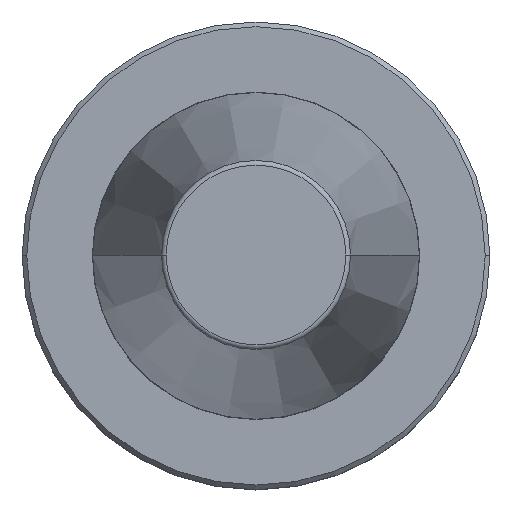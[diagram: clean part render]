
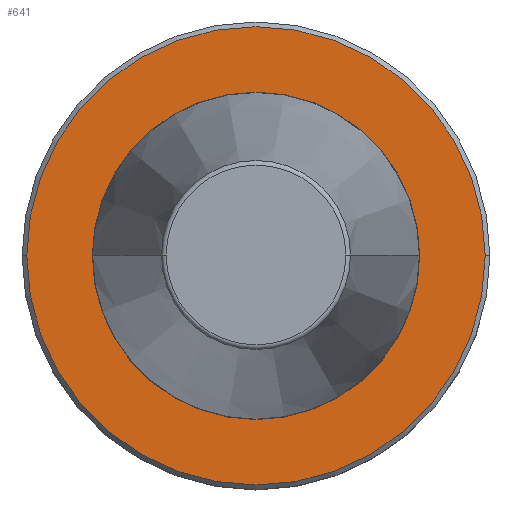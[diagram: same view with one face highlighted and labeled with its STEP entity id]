
A CAD part, top view. The second image highlights one B-rep face of the part: STEP entity #641.
In plain terms, the highlighted planar face has unit normal (0, 0, 1).
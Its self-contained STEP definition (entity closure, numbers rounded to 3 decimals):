
#2 = VERTEX_POINT ( 'NONE', #974 ) ;
#24 = CARTESIAN_POINT ( 'NONE',  ( 0., 0., -3. ) ) ;
#40 = PLANE ( 'NONE',  #96 ) ;
#80 = DIRECTION ( 'NONE',  ( 1., 0., 0. ) ) ;
#96 = AXIS2_PLACEMENT_3D ( 'NONE', #556, #1061, #1324 ) ;
#120 = CIRCLE ( 'NONE', #293, 49. ) ;
#121 = CIRCLE ( 'NONE', #668, 35. ) ;
#178 = AXIS2_PLACEMENT_3D ( 'NONE', #518, #398, #469 ) ;
#207 = CARTESIAN_POINT ( 'NONE',  ( -35., 0., -3. ) ) ;
#225 = ORIENTED_EDGE ( 'NONE', *, *, #744, .T. ) ;
#251 = AXIS2_PLACEMENT_3D ( 'NONE', #346, #1260, #80 ) ;
#293 = AXIS2_PLACEMENT_3D ( 'NONE', #873, #606, #917 ) ;
#328 = ORIENTED_EDGE ( 'NONE', *, *, #838, .F. ) ;
#346 = CARTESIAN_POINT ( 'NONE',  ( 0., 0., -3. ) ) ;
#398 = DIRECTION ( 'NONE',  ( 0., 0., 1. ) ) ;
#404 = CARTESIAN_POINT ( 'NONE',  ( 35., 0., -3. ) ) ;
#411 = FACE_OUTER_BOUND ( 'NONE', #869, .T. ) ;
#458 = EDGE_CURVE ( 'NONE', #929, #2, #120, .T. ) ;
#469 = DIRECTION ( 'NONE',  ( 1., 0., 0. ) ) ;
#518 = CARTESIAN_POINT ( 'NONE',  ( 0., 0., -3. ) ) ;
#556 = CARTESIAN_POINT ( 'NONE',  ( 0., 49., -3. ) ) ;
#606 = DIRECTION ( 'NONE',  ( 0., 0., 1. ) ) ;
#624 = DIRECTION ( 'NONE',  ( 1., 0., 0. ) ) ;
#641 = ADVANCED_FACE ( 'NONE', ( #877, #411 ), #40, .F. ) ;
#668 = AXIS2_PLACEMENT_3D ( 'NONE', #24, #890, #624 ) ;
#744 = EDGE_CURVE ( 'NONE', #2, #929, #999, .T. ) ;
#752 = VERTEX_POINT ( 'NONE', #207 ) ;
#801 = ORIENTED_EDGE ( 'NONE', *, *, #458, .T. ) ;
#806 = ORIENTED_EDGE ( 'NONE', *, *, #1099, .F. ) ;
#819 = CARTESIAN_POINT ( 'NONE',  ( 49., 0., -3. ) ) ;
#838 = EDGE_CURVE ( 'NONE', #1109, #752, #121, .T. ) ;
#869 = EDGE_LOOP ( 'NONE', ( #225, #801 ) ) ;
#873 = CARTESIAN_POINT ( 'NONE',  ( 0., 0., -3. ) ) ;
#877 = FACE_BOUND ( 'NONE', #1253, .T. ) ;
#890 = DIRECTION ( 'NONE',  ( 0., 0., 1. ) ) ;
#904 = CIRCLE ( 'NONE', #251, 35. ) ;
#917 = DIRECTION ( 'NONE',  ( 1., 0., 0. ) ) ;
#929 = VERTEX_POINT ( 'NONE', #819 ) ;
#974 = CARTESIAN_POINT ( 'NONE',  ( -49., 0., -3. ) ) ;
#999 = CIRCLE ( 'NONE', #178, 49. ) ;
#1061 = DIRECTION ( 'NONE',  ( 0., 0., -1. ) ) ;
#1099 = EDGE_CURVE ( 'NONE', #752, #1109, #904, .T. ) ;
#1109 = VERTEX_POINT ( 'NONE', #404 ) ;
#1253 = EDGE_LOOP ( 'NONE', ( #328, #806 ) ) ;
#1260 = DIRECTION ( 'NONE',  ( 0., 0., 1. ) ) ;
#1324 = DIRECTION ( 'NONE',  ( -1., 0., 0. ) ) ;
